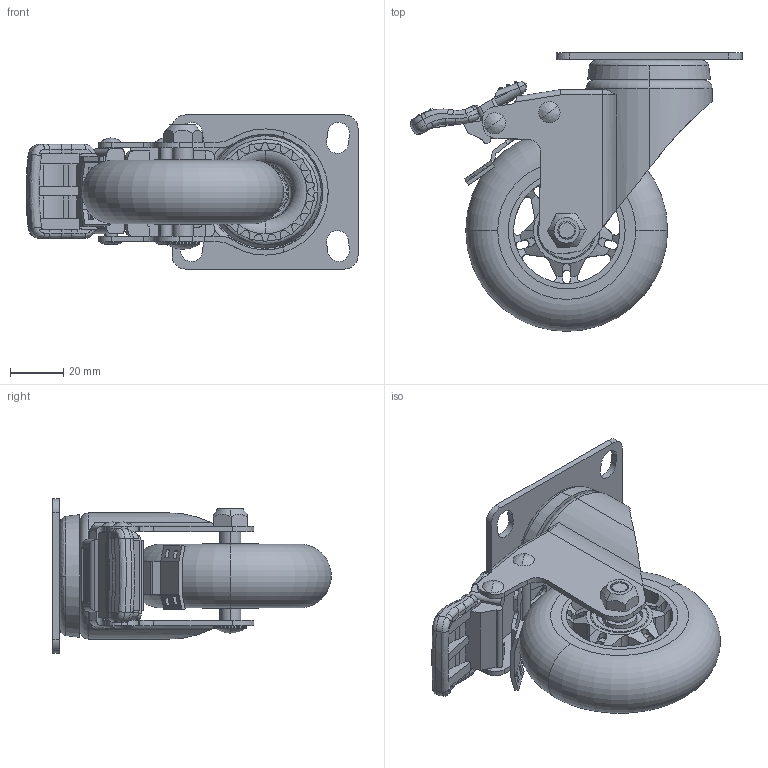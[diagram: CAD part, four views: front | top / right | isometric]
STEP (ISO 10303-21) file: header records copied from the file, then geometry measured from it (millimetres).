
FILE_DESCRIPTION (( 'STEP AP203' ), '1' );
FILE_NAME ('ACSU-76SFB.STEP', '2015-10-01T01:23:34', ( 'WON SINCHUL' ), ( 'Hewlett-Packard Company' ), 'SwSTEP 2.0', 'SolidWorks 2015', '' );
FILE_SCHEMA (( 'CONFIG_CONTROL_DESIGN' ));
Length unit declared in the file: millimetre
Products named in the file (1): ACSU-76SFB
Bounding box: 125 x 104.91 x 58 mm (x, y, z)
Volume: 141704.6 mm3; surface area: 86570.2 mm2
Topology: 19 solids, 19 shells, 1060 faces, 2908 edges, 1866 vertices
Faces by surface type: cylinder 439, plane 386, bspline 87, cone 73, torus 61, sphere 14
Entity records: 39080 total; most frequent: CARTESIAN_POINT 12571, ORIENTED_EDGE 5776, DIRECTION 5357, EDGE_CURVE 2888, AXIS2_PLACEMENT_3D 2036, VERTEX_POINT 1860, VECTOR 1285, LINE 1285
